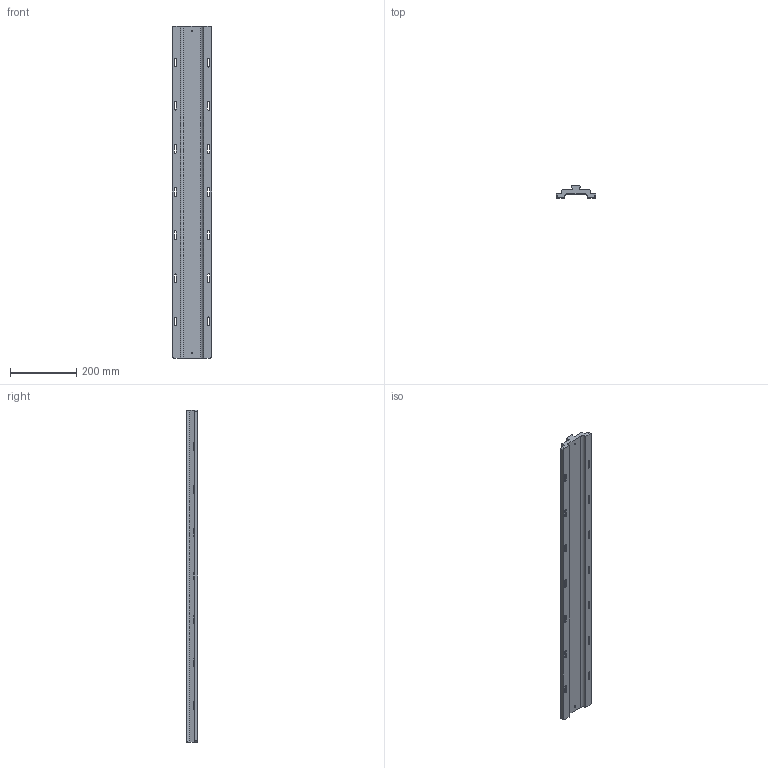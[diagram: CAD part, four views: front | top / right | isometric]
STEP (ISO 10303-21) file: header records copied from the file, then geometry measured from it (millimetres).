
FILE_DESCRIPTION (( 'STEP AP203' ), '1' );
FILE_NAME ('01OBH-4M.STEP', '2020-09-23T00:45:03', ( '' ), ( '' ), 'SwSTEP 2.0', 'SolidWorks 2016', '' );
FILE_SCHEMA (( 'CONFIG_CONTROL_DESIGN' ));
Length unit declared in the file: millimetre
Products named in the file (1): 01OBH-4M
Bounding box: 120 x 34.5 x 1000 mm (x, y, z)
Volume: 1889791.4 mm3; surface area: 332721.8 mm2
Topology: 1 solids, 1 shells, 193 faces, 569 edges, 376 vertices
Faces by surface type: cylinder 101, plane 88, cone 4
Entity records: 6616 total; most frequent: CARTESIAN_POINT 1271, ORIENTED_EDGE 1130, DIRECTION 1107, EDGE_CURVE 565, AXIS2_PLACEMENT_3D 386, VERTEX_POINT 376, LINE 335, VECTOR 335
